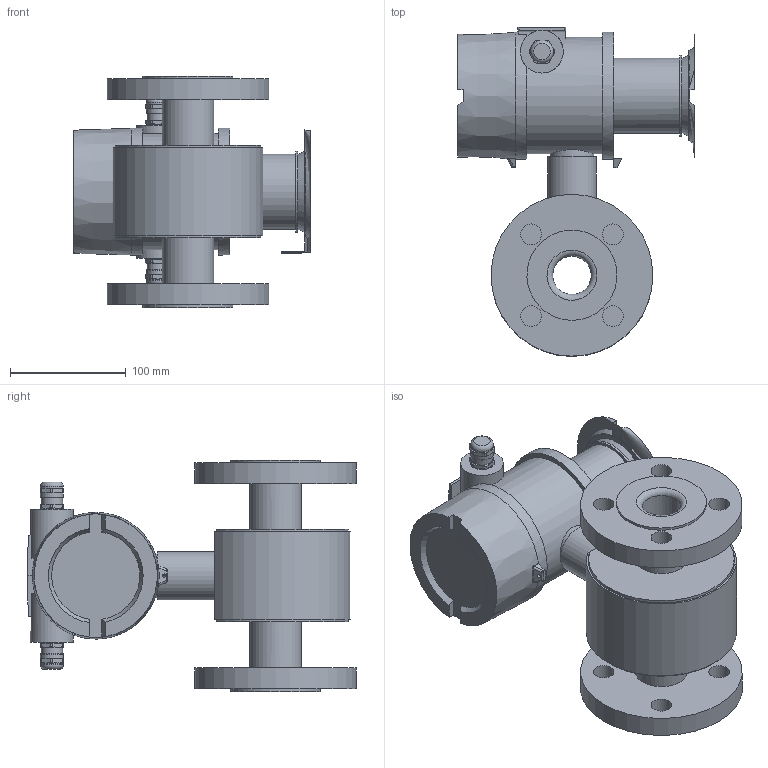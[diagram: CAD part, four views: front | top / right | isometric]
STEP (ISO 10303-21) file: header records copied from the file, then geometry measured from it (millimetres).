
FILE_DESCRIPTION(/* description */ (''),/* implementation_level */ '2;1');
FILE_NAME(/* name */ 'magflux A DN32 kompakt.stp',/* time_stamp */ '2021-11-30T00:45:50+01:00',/* author */ ('g.duesseldorf'),/* organization */ (''),/* preprocessor_version */ 'ST-DEVELOPER v18.1',/* originating_system */ 'Autodesk Inventor 2022',/* authorisation */ '');
FILE_SCHEMA (('CONFIG_CONTROL_DESIGN'));
Length unit declared in the file: millimetre
Products named in the file (1): magflux A DN32 kompakt_Ersatzobjekt_1
Bounding box: 205 x 284.5 x 200.5 mm (x, y, z)
Volume: 2235178.4 mm3; surface area: 391307.6 mm2
Topology: 7 solids, 8 shells, 317 faces, 752 edges, 474 vertices
Faces by surface type: plane 147, cylinder 92, cone 59, torus 10, bspline 7, sphere 2
Full cylindrical faces by diameter (mm): 3 x2, 5 x2, 17 x4, 18 x8, 18.376 x1, 18.6 x4, 19.8 x4, 20 x1, 33.3 x1, 37 x2, 37.8 x1, 39.3 x1, 40.5 x1, 42 x1, 43.5 x2, 44.5 x1, 45 x4, 65 x1, 70.25 x1, 78 x3, 100.8 x1, 109.6 x2, 140 x2
Entity records: 10575 total; most frequent: CARTESIAN_POINT 2921, DIRECTION 1536, ORIENTED_EDGE 1500, EDGE_CURVE 750, AXIS2_PLACEMENT_3D 625, VERTEX_POINT 474, EDGE_LOOP 380, STYLED_ITEM 324
